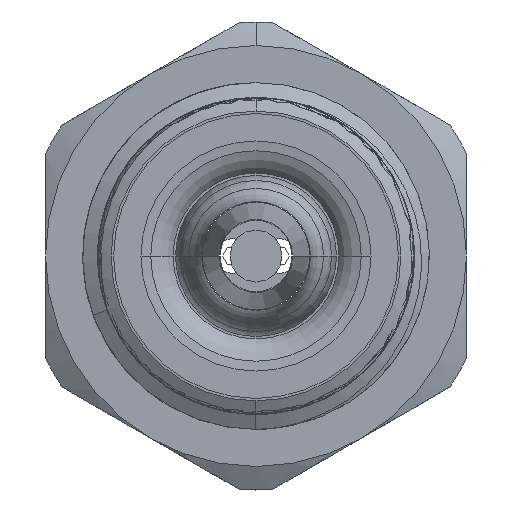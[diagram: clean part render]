
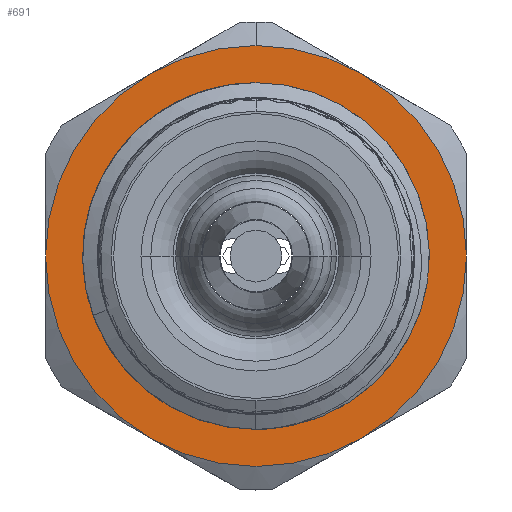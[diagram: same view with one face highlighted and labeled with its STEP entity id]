
A CAD part, left-side view. The second image highlights one B-rep face of the part: STEP entity #691.
In plain terms, the highlighted planar face has unit normal (-1, 0, 0).
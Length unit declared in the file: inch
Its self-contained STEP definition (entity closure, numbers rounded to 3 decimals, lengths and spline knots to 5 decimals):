
#38 = VERTEX_POINT ( 'NONE', #4069 ) ;
#55 = DIRECTION ( 'NONE',  ( 1., 0., 0. ) ) ;
#132 = EDGE_CURVE ( 'NONE', #6626, #38, #2291, .T. ) ;
#201 = FACE_OUTER_BOUND ( 'NONE', #5007, .T. ) ;
#306 = AXIS2_PLACEMENT_3D ( 'NONE', #5516, #1993, #6108 ) ;
#460 = VERTEX_POINT ( 'NONE', #735 ) ;
#583 = DIRECTION ( 'NONE',  ( 0., 0., 1. ) ) ;
#631 = CIRCLE ( 'NONE', #306, 0.33465 ) ;
#691 = ADVANCED_FACE ( 'NONE', ( #3326, #201 ), #4464, .T. ) ;
#726 = DIRECTION ( 'NONE',  ( 1., 0., 0. ) ) ;
#735 = CARTESIAN_POINT ( 'NONE',  ( 1.15945, 0., 0.33465 ) ) ;
#836 = CARTESIAN_POINT ( 'NONE',  ( 1.15945, 0., 0. ) ) ;
#849 = ORIENTED_EDGE ( 'NONE', *, *, #2349, .F. ) ;
#922 = EDGE_CURVE ( 'NONE', #460, #4353, #7347, .T. ) ;
#1058 = AXIS2_PLACEMENT_3D ( 'NONE', #2175, #6292, #2743 ) ;
#1394 = CARTESIAN_POINT ( 'NONE',  ( 1.15945, -0.16732, -0.28981 ) ) ;
#1442 = DIRECTION ( 'NONE',  ( 0., 0., -1. ) ) ;
#1472 = CARTESIAN_POINT ( 'NONE',  ( 1.15945, 0.16732, -0.28981 ) ) ;
#1534 = VERTEX_POINT ( 'NONE', #2939 ) ;
#1667 = ORIENTED_EDGE ( 'NONE', *, *, #4967, .T. ) ;
#1691 = CARTESIAN_POINT ( 'NONE',  ( 1.15945, 0., 0. ) ) ;
#1714 = ORIENTED_EDGE ( 'NONE', *, *, #3690, .T. ) ;
#1725 = VERTEX_POINT ( 'NONE', #6422 ) ;
#1993 = DIRECTION ( 'NONE',  ( -1., 0., 0. ) ) ;
#2175 = CARTESIAN_POINT ( 'NONE',  ( 1.15945, 0., 0. ) ) ;
#2203 = ORIENTED_EDGE ( 'NONE', *, *, #3516, .T. ) ;
#2291 = CIRCLE ( 'NONE', #2788, 0.27559 ) ;
#2316 = CIRCLE ( 'NONE', #3472, 0.33465 ) ;
#2348 = DIRECTION ( 'NONE',  ( -1., 0., 0. ) ) ;
#2349 = EDGE_CURVE ( 'NONE', #1725, #3366, #7280, .T. ) ;
#2399 = DIRECTION ( 'NONE',  ( -1., 0., 0. ) ) ;
#2454 = CARTESIAN_POINT ( 'NONE',  ( 1.15945, 0., 0. ) ) ;
#2548 = CARTESIAN_POINT ( 'NONE',  ( 1.15945, 0.16732, 0.28981 ) ) ;
#2743 = DIRECTION ( 'NONE',  ( 0., 0., -1. ) ) ;
#2788 = AXIS2_PLACEMENT_3D ( 'NONE', #3687, #55, #4661 ) ;
#2939 = CARTESIAN_POINT ( 'NONE',  ( 1.15945, 0.33465, 0. ) ) ;
#3034 = DIRECTION ( 'NONE',  ( 0., 0., -1. ) ) ;
#3091 = CIRCLE ( 'NONE', #4486, 0.33465 ) ;
#3326 = FACE_BOUND ( 'NONE', #5172, .T. ) ;
#3366 = VERTEX_POINT ( 'NONE', #4702 ) ;
#3368 = AXIS2_PLACEMENT_3D ( 'NONE', #7686, #4115, #583 ) ;
#3472 = AXIS2_PLACEMENT_3D ( 'NONE', #836, #4960, #1442 ) ;
#3516 = EDGE_CURVE ( 'NONE', #38, #6626, #5359, .T. ) ;
#3687 = CARTESIAN_POINT ( 'NONE',  ( 1.15945, 0., 0. ) ) ;
#3690 = EDGE_CURVE ( 'NONE', #1725, #460, #2316, .T. ) ;
#3994 = CIRCLE ( 'NONE', #7115, 0.33465 ) ;
#4066 = ORIENTED_EDGE ( 'NONE', *, *, #5708, .T. ) ;
#4069 = CARTESIAN_POINT ( 'NONE',  ( 1.15945, 0., 0.27559 ) ) ;
#4115 = DIRECTION ( 'NONE',  ( 1., 0., 0. ) ) ;
#4218 = CARTESIAN_POINT ( 'NONE',  ( 1.15945, 0., -0.27559 ) ) ;
#4252 = CARTESIAN_POINT ( 'NONE',  ( 1.15945, 0., 0. ) ) ;
#4267 = CARTESIAN_POINT ( 'NONE',  ( 1.15945, 0., -0.38642 ) ) ;
#4295 = DIRECTION ( 'NONE',  ( -1., 0., 0. ) ) ;
#4353 = VERTEX_POINT ( 'NONE', #2548 ) ;
#4464 = PLANE ( 'NONE',  #7195 ) ;
#4486 = AXIS2_PLACEMENT_3D ( 'NONE', #5883, #2348, #6463 ) ;
#4661 = DIRECTION ( 'NONE',  ( 0., 0., 1. ) ) ;
#4702 = CARTESIAN_POINT ( 'NONE',  ( 1.15945, -0.33465, 0. ) ) ;
#4854 = DIRECTION ( 'NONE',  ( 0., 0., 1. ) ) ;
#4960 = DIRECTION ( 'NONE',  ( -1., 0., 0. ) ) ;
#4967 = EDGE_CURVE ( 'NONE', #5742, #3366, #3994, .T. ) ;
#5007 = EDGE_LOOP ( 'NONE', ( #5414, #1667, #849, #1714, #6906, #4066, #5124 ) ) ;
#5124 = ORIENTED_EDGE ( 'NONE', *, *, #6472, .T. ) ;
#5151 = CIRCLE ( 'NONE', #1058, 0.33465 ) ;
#5172 = EDGE_LOOP ( 'NONE', ( #2203, #5672 ) ) ;
#5359 = CIRCLE ( 'NONE', #6847, 0.27559 ) ;
#5414 = ORIENTED_EDGE ( 'NONE', *, *, #7592, .T. ) ;
#5437 = DIRECTION ( 'NONE',  ( 0., 0., -1. ) ) ;
#5516 = CARTESIAN_POINT ( 'NONE',  ( 1.15945, 0., 0. ) ) ;
#5672 = ORIENTED_EDGE ( 'NONE', *, *, #132, .T. ) ;
#5708 = EDGE_CURVE ( 'NONE', #4353, #1534, #631, .T. ) ;
#5742 = VERTEX_POINT ( 'NONE', #1394 ) ;
#5744 = DIRECTION ( 'NONE',  ( 0., 0., -1. ) ) ;
#5785 = VERTEX_POINT ( 'NONE', #1472 ) ;
#5883 = CARTESIAN_POINT ( 'NONE',  ( 1.15945, 0., 0. ) ) ;
#6108 = DIRECTION ( 'NONE',  ( 0., 0., -1. ) ) ;
#6292 = DIRECTION ( 'NONE',  ( -1., 0., 0. ) ) ;
#6422 = CARTESIAN_POINT ( 'NONE',  ( 1.15945, -0.16732, 0.28981 ) ) ;
#6463 = DIRECTION ( 'NONE',  ( 0., 0., -1. ) ) ;
#6472 = EDGE_CURVE ( 'NONE', #1534, #5785, #3091, .T. ) ;
#6578 = DIRECTION ( 'NONE',  ( -1., 0., 0. ) ) ;
#6626 = VERTEX_POINT ( 'NONE', #4218 ) ;
#6847 = AXIS2_PLACEMENT_3D ( 'NONE', #4252, #726, #4854 ) ;
#6906 = ORIENTED_EDGE ( 'NONE', *, *, #922, .T. ) ;
#7115 = AXIS2_PLACEMENT_3D ( 'NONE', #2454, #6578, #3034 ) ;
#7195 = AXIS2_PLACEMENT_3D ( 'NONE', #4267, #4295, #5437 ) ;
#7280 = CIRCLE ( 'NONE', #3368, 0.33465 ) ;
#7347 = CIRCLE ( 'NONE', #7431, 0.33465 ) ;
#7431 = AXIS2_PLACEMENT_3D ( 'NONE', #1691, #2399, #5744 ) ;
#7592 = EDGE_CURVE ( 'NONE', #5785, #5742, #5151, .T. ) ;
#7686 = CARTESIAN_POINT ( 'NONE',  ( 1.15945, 0., 0. ) ) ;
